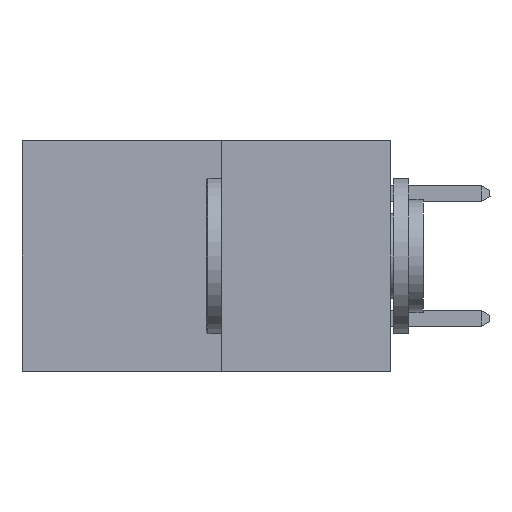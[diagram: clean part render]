
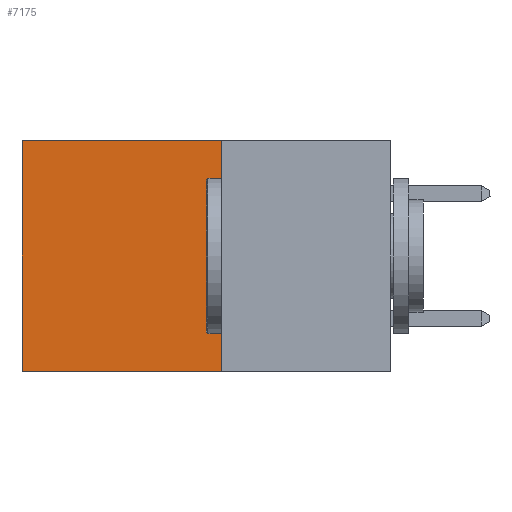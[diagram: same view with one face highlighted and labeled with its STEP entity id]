
A CAD part, left-side view. The second image highlights one B-rep face of the part: STEP entity #7175.
In plain terms, the highlighted planar face has unit normal (-1, 0, 0).
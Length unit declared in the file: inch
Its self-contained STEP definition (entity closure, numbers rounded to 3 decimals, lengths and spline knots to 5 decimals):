
#332 = LINE ( 'NONE', #10786, #13165 ) ;
#520 = VECTOR ( 'NONE', #5012, 39.37008 ) ;
#1009 = AXIS2_PLACEMENT_3D ( 'NONE', #17396, #18973, #9879 ) ;
#1898 = VECTOR ( 'NONE', #5892, 39.37008 ) ;
#2348 = LINE ( 'NONE', #11328, #10087 ) ;
#4480 = CARTESIAN_POINT ( 'NONE',  ( 0.277, 0.59, 0. ) ) ;
#5012 = DIRECTION ( 'NONE',  ( 0., 0., -1. ) ) ;
#5257 = DIRECTION ( 'NONE',  ( 0., 1., 0. ) ) ;
#5892 = DIRECTION ( 'NONE',  ( 0., 0., -1. ) ) ;
#6071 = LINE ( 'NONE', #13461, #1898 ) ;
#6457 = VERTEX_POINT ( 'NONE', #4480 ) ;
#7175 = ADVANCED_FACE ( 'NONE', ( #18349 ), #8313, .F. ) ;
#8063 = CARTESIAN_POINT ( 'NONE',  ( 0.277, 0.59, -0.37 ) ) ;
#8313 = PLANE ( 'NONE',  #1009 ) ;
#9281 = ORIENTED_EDGE ( 'NONE', *, *, #14170, .T. ) ;
#9879 = DIRECTION ( 'NONE',  ( 0., 0., -1. ) ) ;
#10087 = VECTOR ( 'NONE', #5257, 39.37008 ) ;
#10786 = CARTESIAN_POINT ( 'NONE',  ( 0.277, 0.27, -0.37 ) ) ;
#11037 = CARTESIAN_POINT ( 'NONE',  ( 0.277, 0.27, -0.37 ) ) ;
#11328 = CARTESIAN_POINT ( 'NONE',  ( 0.277, 0.27, 0. ) ) ;
#11411 = VERTEX_POINT ( 'NONE', #17954 ) ;
#11660 = VERTEX_POINT ( 'NONE', #18533 ) ;
#13165 = VECTOR ( 'NONE', #16838, 39.37008 ) ;
#13298 = EDGE_CURVE ( 'NONE', #13390, #11411, #332, .T. ) ;
#13328 = LINE ( 'NONE', #8063, #520 ) ;
#13390 = VERTEX_POINT ( 'NONE', #11037 ) ;
#13461 = CARTESIAN_POINT ( 'NONE',  ( 0.277, 0.27, -0.37 ) ) ;
#13688 = EDGE_LOOP ( 'NONE', ( #17387, #17693, #18886, #9281 ) ) ;
#14170 = EDGE_CURVE ( 'NONE', #11660, #6457, #2348, .T. ) ;
#15385 = EDGE_CURVE ( 'NONE', #6457, #11411, #13328, .T. ) ;
#16838 = DIRECTION ( 'NONE',  ( 0., 1., 0. ) ) ;
#17387 = ORIENTED_EDGE ( 'NONE', *, *, #15385, .T. ) ;
#17396 = CARTESIAN_POINT ( 'NONE',  ( 0.277, 0.27, -0.37 ) ) ;
#17693 = ORIENTED_EDGE ( 'NONE', *, *, #13298, .F. ) ;
#17954 = CARTESIAN_POINT ( 'NONE',  ( 0.277, 0.59, -0.37 ) ) ;
#18349 = FACE_OUTER_BOUND ( 'NONE', #13688, .T. ) ;
#18533 = CARTESIAN_POINT ( 'NONE',  ( 0.277, 0.27, 0. ) ) ;
#18886 = ORIENTED_EDGE ( 'NONE', *, *, #19500, .F. ) ;
#18973 = DIRECTION ( 'NONE',  ( 1., 0., 0. ) ) ;
#19500 = EDGE_CURVE ( 'NONE', #11660, #13390, #6071, .T. ) ;
